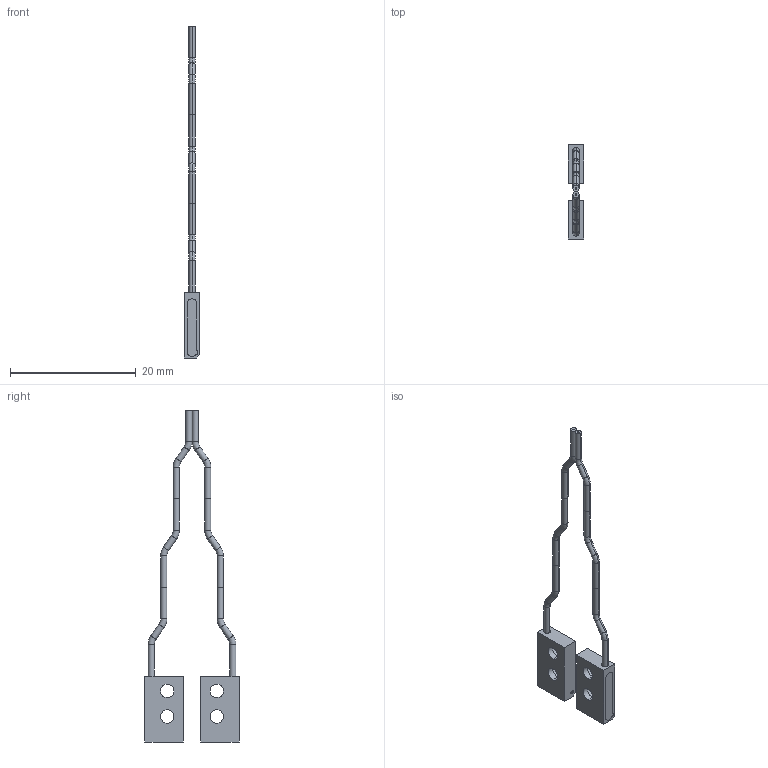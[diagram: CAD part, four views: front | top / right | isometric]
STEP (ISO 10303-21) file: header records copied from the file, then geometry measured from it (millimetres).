
FILE_DESCRIPTION((''),'2;1');
FILE_NAME('193348_ASM','2016-03-02T',('pdmadmin'),(''),'PRO/ENGINEER BY PARAMETRIC TECHNOLOGY CORPORATION, 2013230','PRO/ENGINEER BY PARAMETRIC TECHNOLOGY CORPORATION, 2013230','');
FILE_SCHEMA(('CONFIG_CONTROL_DESIGN'));
Length unit declared in the file: inch
Products named in the file (8): 141224_AF0; 58146_CURVED_1; 141225_AF0; FIBER_CORE_020_X__AF0; FIBER_CORE_020_X__AF1; 81528_ASM; 81528_POTTING; 193348_ASM
Assembly tree (13 placements, depth 3):
  193348_ASM
    81528_ASM
      141224_AF0
      58146_CURVED_1  x6
      141225_AF0
      FIBER_CORE_020_X__AF0
      FIBER_CORE_020_X__AF1
    81528_POTTING  x2
Bounding box: 2.54 x 14.98 x 52.84 mm (x, y, z)
Volume: 309.1 mm3; surface area: 1067 mm2
Topology: 12 solids, 12 shells, 214 faces, 454 edges, 268 vertices
Faces by surface type: cylinder 114, plane 48, torus 48, cone 4
Entity records: 3115 total; most frequent: DIRECTION 581, CARTESIAN_POINT 553, ORIENTED_EDGE 438, AXIS2_PLACEMENT_3D 238, EDGE_CURVE 219, VERTEX_POINT 138, EDGE_LOOP 119, CIRCLE 110
